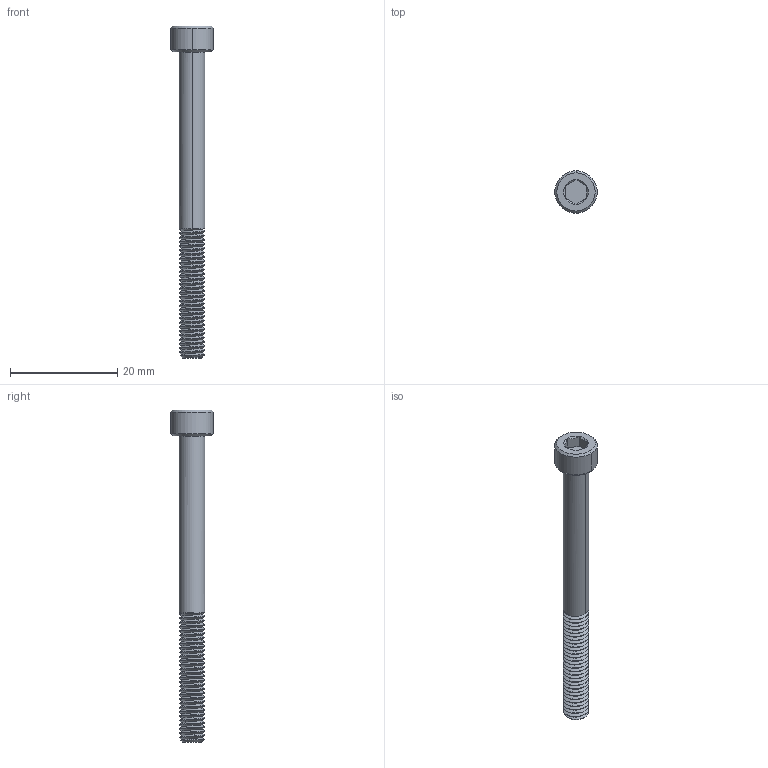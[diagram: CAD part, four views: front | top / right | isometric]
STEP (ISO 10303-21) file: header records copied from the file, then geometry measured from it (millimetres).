
FILE_DESCRIPTION (( 'STEP AP214' ), '1' );
FILE_NAME ('am-1156 10-32 x 2250 SHCS.STEP', '2023-07-26T17:44:20', ( '' ), ( '' ), 'SwSTEP 2.0', 'SolidWorks 2022', '' );
FILE_SCHEMA (( 'AUTOMOTIVE_DESIGN' ));
Length unit declared in the file: inch
Products named in the file (1): am-1156 10-32 x 2250 SHCS
Bounding box: 7.92 x 7.92 x 61.98 mm (x, y, z)
Volume: 1163.7 mm3; surface area: 1302.2 mm2
Topology: 1 solids, 1 shells, 93 faces, 249 edges, 160 vertices
Faces by surface type: cylinder 63, cone 16, plane 11, bspline 3
Entity records: 9366 total; most frequent: CARTESIAN_POINT 7397, ORIENTED_EDGE 498, DIRECTION 317, EDGE_CURVE 249, VERTEX_POINT 160, AXIS2_PLACEMENT_3D 116, EDGE_LOOP 95, FACE_OUTER_BOUND 93
